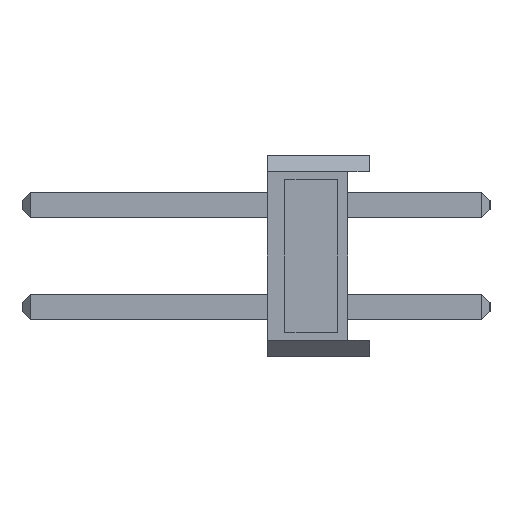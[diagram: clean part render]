
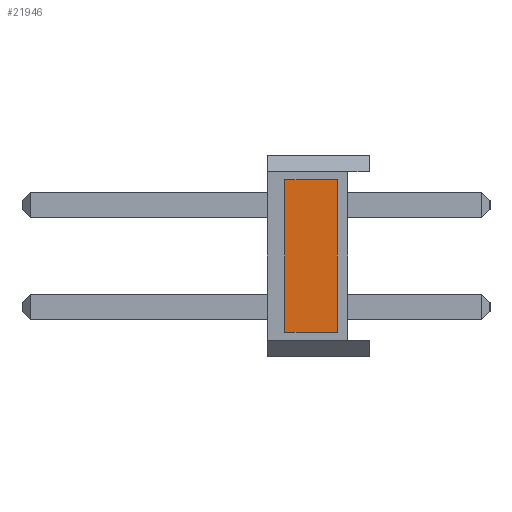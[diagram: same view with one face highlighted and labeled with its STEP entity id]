
A CAD part, left-side view. The second image highlights one B-rep face of the part: STEP entity #21946.
In plain terms, the highlighted planar face has unit normal (-1, 0, 0).
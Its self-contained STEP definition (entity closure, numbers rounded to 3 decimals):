
#106 = VERTEX_POINT ( 'NONE', #4593 ) ;
#232 = CARTESIAN_POINT ( 'NONE',  ( -1.27, 2.1, 1.9 ) ) ;
#1357 = ORIENTED_EDGE ( 'NONE', *, *, #3177, .F. ) ;
#1904 = CARTESIAN_POINT ( 'NONE',  ( -1.27, 2.1, -1.9 ) ) ;
#2058 = EDGE_CURVE ( 'NONE', #9055, #106, #32582, .T. ) ;
#3177 = EDGE_CURVE ( 'NONE', #12252, #13807, #28099, .T. ) ;
#3793 = ORIENTED_EDGE ( 'NONE', *, *, #33531, .F. ) ;
#4593 = CARTESIAN_POINT ( 'NONE',  ( -1.27, 0.8, 1.9 ) ) ;
#6333 = DIRECTION ( 'NONE',  ( 0., 0., 1. ) ) ;
#7079 = VECTOR ( 'NONE', #21692, 1000. ) ;
#8246 = VECTOR ( 'NONE', #16619, 1000. ) ;
#8498 = EDGE_CURVE ( 'NONE', #12252, #9055, #11409, .T. ) ;
#9055 = VERTEX_POINT ( 'NONE', #19017 ) ;
#10291 = PLANE ( 'NONE',  #12187 ) ;
#11409 = LINE ( 'NONE', #1904, #15289 ) ;
#12187 = AXIS2_PLACEMENT_3D ( 'NONE', #18648, #32470, #13170 ) ;
#12252 = VERTEX_POINT ( 'NONE', #17114 ) ;
#12464 = CARTESIAN_POINT ( 'NONE',  ( -1.27, 2.1, 1.9 ) ) ;
#13170 = DIRECTION ( 'NONE',  ( 0., 0., -1. ) ) ;
#13807 = VERTEX_POINT ( 'NONE', #12464 ) ;
#15289 = VECTOR ( 'NONE', #23936, 1000. ) ;
#16619 = DIRECTION ( 'NONE',  ( 0., 0., 1. ) ) ;
#17114 = CARTESIAN_POINT ( 'NONE',  ( -1.27, 2.1, -1.9 ) ) ;
#17211 = CARTESIAN_POINT ( 'NONE',  ( -1.27, 2.1, 0. ) ) ;
#18648 = CARTESIAN_POINT ( 'NONE',  ( -1.27, 2.1, 0. ) ) ;
#19017 = CARTESIAN_POINT ( 'NONE',  ( -1.27, 0.8, -1.9 ) ) ;
#19553 = EDGE_LOOP ( 'NONE', ( #29201, #3793, #1357, #28283 ) ) ;
#21167 = LINE ( 'NONE', #232, #7079 ) ;
#21692 = DIRECTION ( 'NONE',  ( 0., -1., 0. ) ) ;
#21927 = CARTESIAN_POINT ( 'NONE',  ( -1.27, 0.8, 0. ) ) ;
#21946 = ADVANCED_FACE ( 'NONE', ( #34580 ), #10291, .F. ) ;
#23866 = VECTOR ( 'NONE', #6333, 1000. ) ;
#23936 = DIRECTION ( 'NONE',  ( 0., -1., 0. ) ) ;
#28099 = LINE ( 'NONE', #17211, #23866 ) ;
#28283 = ORIENTED_EDGE ( 'NONE', *, *, #8498, .T. ) ;
#29201 = ORIENTED_EDGE ( 'NONE', *, *, #2058, .T. ) ;
#32470 = DIRECTION ( 'NONE',  ( 1., 0., 0. ) ) ;
#32582 = LINE ( 'NONE', #21927, #8246 ) ;
#33531 = EDGE_CURVE ( 'NONE', #13807, #106, #21167, .T. ) ;
#34580 = FACE_OUTER_BOUND ( 'NONE', #19553, .T. ) ;
